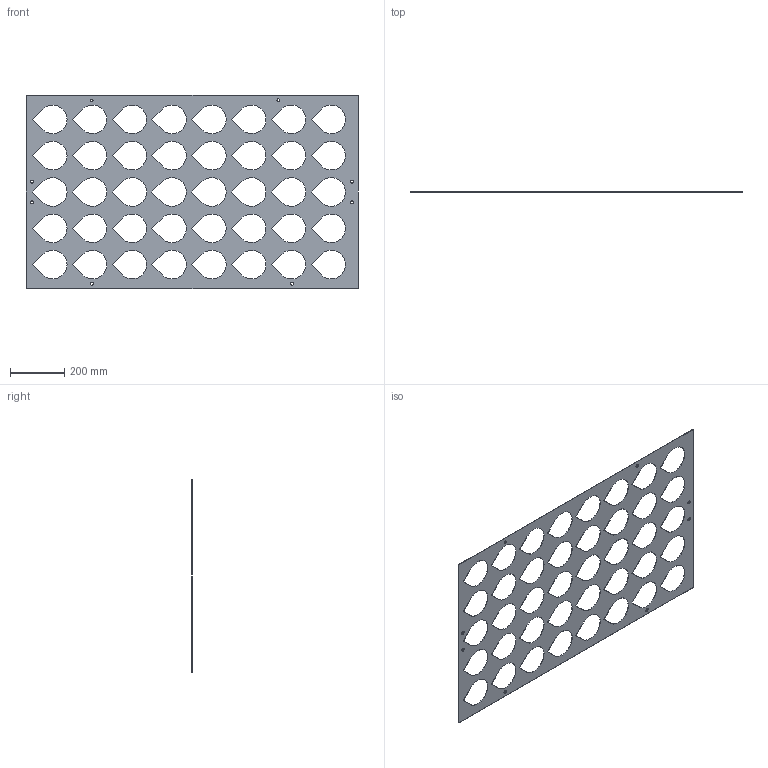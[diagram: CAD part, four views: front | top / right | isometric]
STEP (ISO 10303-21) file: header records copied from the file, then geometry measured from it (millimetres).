
FILE_DESCRIPTION (( 'STEP AP214' ), '1' );
FILE_NAME ('09-0946.STEP', '2024-12-11T17:03:51', ( '' ), ( '' ), 'SwSTEP 2.0', 'SolidWorks 2023', '' );
FILE_SCHEMA (( 'AUTOMOTIVE_DESIGN' ));
Length unit declared in the file: inch
Products named in the file (1): 09-0946
Bounding box: 1219.2 x 1.52 x 711.2 mm (x, y, z)
Volume: 756283.7 mm3; surface area: 1023455.2 mm2
Topology: 1 solids, 1 shells, 226 faces, 672 edges, 448 vertices
Faces by surface type: cylinder 140, plane 86
Entity records: 7915 total; most frequent: DIRECTION 1406, CARTESIAN_POINT 1347, ORIENTED_EDGE 1344, EDGE_CURVE 672, AXIS2_PLACEMENT_3D 507, VERTEX_POINT 448, LINE 392, VECTOR 392
